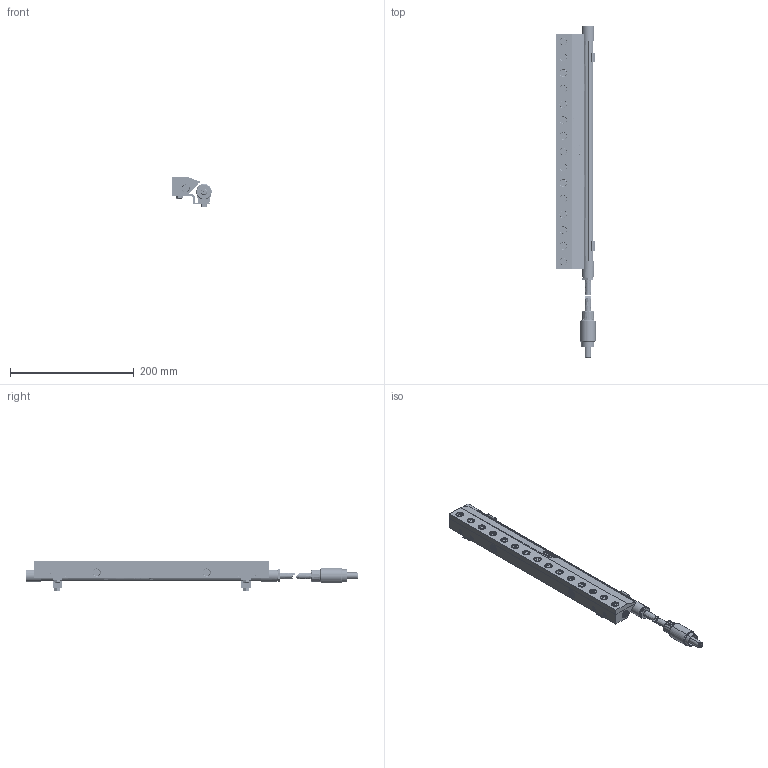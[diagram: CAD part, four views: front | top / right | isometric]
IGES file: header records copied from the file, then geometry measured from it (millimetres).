
Start section: START RECORD GO HERE.
Global section: file name: 15015-X.igs; native system: DASSAULT SYSTEMES CATIA V5 R21 - www.3ds.com; preprocessor: CATIA Version 5 Release 21 ; author: Chirag Shah; organization: INTRITECH; date: 20210112.100539; units: millimetre
Bounding box: 63.51 x 536.6 x 47.79 mm (x, y, z)
Volume: 127776.6 mm3; surface area: 125226 mm2
Topology: 2 solids, 7 shells, 3786 faces, 10405 edges, 6306 vertices
Faces by surface type: plane 1509, bspline 1196, revolution 850, extrusion 231
